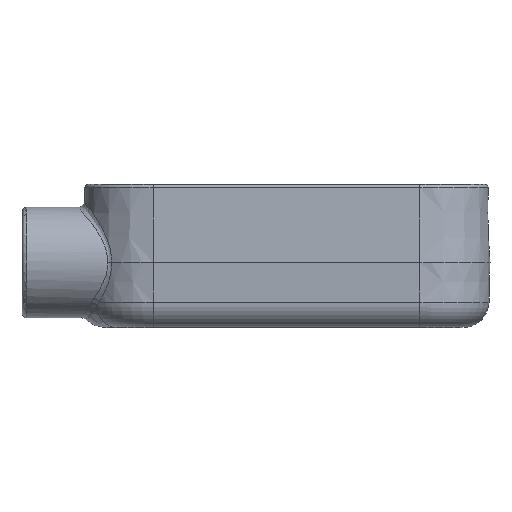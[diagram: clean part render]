
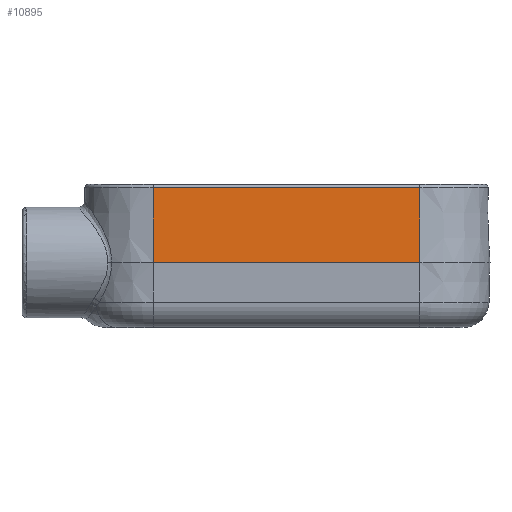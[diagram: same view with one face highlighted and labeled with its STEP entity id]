
A CAD part, front view. The second image highlights one B-rep face of the part: STEP entity #10895.
In plain terms, the highlighted planar face has unit normal (0, -1, 0.026).
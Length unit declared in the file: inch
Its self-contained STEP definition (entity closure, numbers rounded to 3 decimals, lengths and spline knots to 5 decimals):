
#736=FACE_OUTER_BOUND('',#1466,.T.);
#1466=EDGE_LOOP('',(#7759,#7760,#7761,#7762));
#2471=LINE('',#17676,#3534);
#2472=LINE('',#17727,#3535);
#2474=LINE('',#17935,#3537);
#2475=LINE('',#17936,#3538);
#3534=VECTOR('',#12887,2.5625);
#3535=VECTOR('',#12896,0.71981);
#3537=VECTOR('',#12902,0.71981);
#3538=VECTOR('',#12903,2.5625);
#5018=VERTEX_POINT('',#17668);
#5019=VERTEX_POINT('',#17672);
#5023=VERTEX_POINT('',#17726);
#5025=VERTEX_POINT('',#17934);
#6098=EDGE_CURVE('',#5018,#5019,#2471,.F.);
#6102=EDGE_CURVE('',#5023,#5019,#2472,.F.);
#6106=EDGE_CURVE('',#5025,#5018,#2474,.F.);
#6107=EDGE_CURVE('',#5025,#5023,#2475,.F.);
#7759=ORIENTED_EDGE('',*,*,#6106,.F.);
#7760=ORIENTED_EDGE('',*,*,#6107,.T.);
#7761=ORIENTED_EDGE('',*,*,#6102,.T.);
#7762=ORIENTED_EDGE('',*,*,#6098,.F.);
#10484=PLANE('',#11670);
#10895=ADVANCED_FACE('',(#736),#10484,.F.);
#11670=AXIS2_PLACEMENT_3D('',#17933,#12900,#12901);
#12887=DIRECTION('',(1.,0.,0.));
#12896=DIRECTION('',(0.,0.026,1.));
#12900=DIRECTION('center_axis',(0.,1.,-0.026));
#12901=DIRECTION('ref_axis',(0.,0.026,1.));
#12902=DIRECTION('',(0.,0.026,1.));
#12903=DIRECTION('',(1.,0.,0.));
#17668=CARTESIAN_POINT('',(1.28125,-0.67589,0.625));
#17672=CARTESIAN_POINT('',(-1.28125,-0.67589,0.625));
#17676=CARTESIAN_POINT('',(-1.28125,-0.67589,0.625));
#17726=CARTESIAN_POINT('',(-1.28125,-0.65705,1.34457));
#17727=CARTESIAN_POINT('',(-1.28125,-0.67589,0.625));
#17933=CARTESIAN_POINT('Origin',(0.,-0.65625,1.375));
#17934=CARTESIAN_POINT('',(1.28125,-0.65705,1.34457));
#17935=CARTESIAN_POINT('',(1.28125,-0.67589,0.625));
#17936=CARTESIAN_POINT('',(-1.28125,-0.65705,1.34457));
